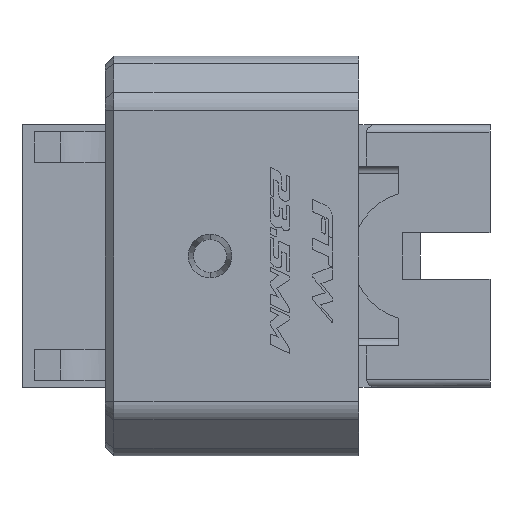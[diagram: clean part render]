
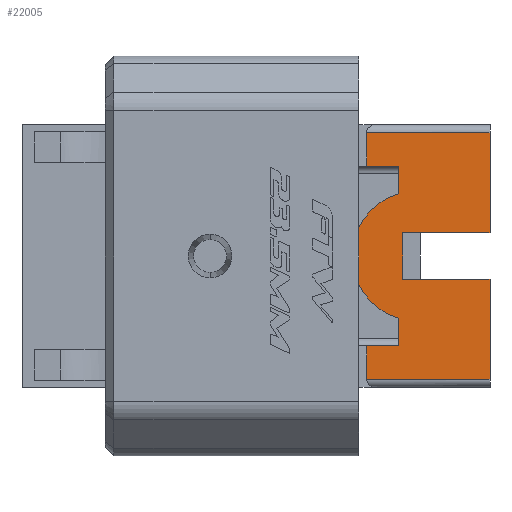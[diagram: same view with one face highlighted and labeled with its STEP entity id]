
A CAD part, left-side view. The second image highlights one B-rep face of the part: STEP entity #22005.
In plain terms, the highlighted planar face has unit normal (-1, 0, 0).
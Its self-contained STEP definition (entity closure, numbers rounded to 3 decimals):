
#415 = LINE ( 'NONE', #8925, #2235 ) ;
#761 = CARTESIAN_POINT ( 'NONE',  ( 54.306, 0., 32. ) ) ;
#955 = CARTESIAN_POINT ( 'NONE',  ( 54.306, 2.65, 42. ) ) ;
#1041 = EDGE_CURVE ( 'NONE', #28424, #25481, #34791, .T. ) ;
#1430 = VECTOR ( 'NONE', #29504, 1000. ) ;
#2188 = VECTOR ( 'NONE', #28674, 1000. ) ;
#2235 = VECTOR ( 'NONE', #3381, 1000. ) ;
#2396 = CARTESIAN_POINT ( 'NONE',  ( 54.306, -14.1, 42. ) ) ;
#2943 = CARTESIAN_POINT ( 'NONE',  ( 54.306, -10.275, 17.69 ) ) ;
#3097 = LINE ( 'NONE', #25192, #10266 ) ;
#3381 = DIRECTION ( 'NONE',  ( 0., 0., -1. ) ) ;
#3743 = EDGE_CURVE ( 'NONE', #8757, #20953, #27786, .T. ) ;
#3925 = PLANE ( 'NONE',  #8383 ) ;
#4797 = VERTEX_POINT ( 'NONE', #16252 ) ;
#5101 = CARTESIAN_POINT ( 'NONE',  ( 54.306, 0., 33.695 ) ) ;
#5193 = ORIENTED_EDGE ( 'NONE', *, *, #3743, .F. ) ;
#5213 = CARTESIAN_POINT ( 'NONE',  ( 54.306, 2.65, 32. ) ) ;
#6096 = ORIENTED_EDGE ( 'NONE', *, *, #23910, .T. ) ;
#6168 = VECTOR ( 'NONE', #10169, 1000. ) ;
#6367 = EDGE_CURVE ( 'NONE', #6379, #32550, #34554, .T. ) ;
#6379 = VERTEX_POINT ( 'NONE', #955 ) ;
#6743 = VECTOR ( 'NONE', #18231, 1000. ) ;
#7084 = CARTESIAN_POINT ( 'NONE',  ( 54.306, -2.65, 42. ) ) ;
#7776 = CARTESIAN_POINT ( 'NONE',  ( 54.306, 0., 42. ) ) ;
#8383 = AXIS2_PLACEMENT_3D ( 'NONE', #15247, #35487, #21370 ) ;
#8495 = VERTEX_POINT ( 'NONE', #12499 ) ;
#8757 = VERTEX_POINT ( 'NONE', #23771 ) ;
#8925 = CARTESIAN_POINT ( 'NONE',  ( 54.306, 14.1, 17.69 ) ) ;
#10072 = ORIENTED_EDGE ( 'NONE', *, *, #36296, .F. ) ;
#10169 = DIRECTION ( 'NONE',  ( 0., -1., 0. ) ) ;
#10266 = VECTOR ( 'NONE', #22958, 1000. ) ;
#10357 = LINE ( 'NONE', #35259, #6168 ) ;
#10369 = CARTESIAN_POINT ( 'NONE',  ( 54.306, 7.133, 31.564 ) ) ;
#10510 = ORIENTED_EDGE ( 'NONE', *, *, #30377, .F. ) ;
#10929 = ORIENTED_EDGE ( 'NONE', *, *, #28891, .T. ) ;
#11407 = ORIENTED_EDGE ( 'NONE', *, *, #31843, .F. ) ;
#12146 = CARTESIAN_POINT ( 'NONE',  ( 54.306, -2.65, 32. ) ) ;
#12337 = CARTESIAN_POINT ( 'NONE',  ( 54.306, -22.351, 31.564 ) ) ;
#12499 = CARTESIAN_POINT ( 'NONE',  ( 54.306, -10.275, 27.9 ) ) ;
#12506 = VECTOR ( 'NONE', #16828, 1000. ) ;
#12538 = AXIS2_PLACEMENT_3D ( 'NONE', #5101, #24960, #13279 ) ;
#12639 = VERTEX_POINT ( 'NONE', #19230 ) ;
#12656 = CARTESIAN_POINT ( 'NONE',  ( 54.306, 8.8, 27.9 ) ) ;
#12904 = EDGE_CURVE ( 'NONE', #4797, #28802, #415, .T. ) ;
#13279 = DIRECTION ( 'NONE',  ( 0., 0., -1. ) ) ;
#14399 = EDGE_CURVE ( 'NONE', #15554, #26146, #15957, .T. ) ;
#14691 = LINE ( 'NONE', #761, #15502 ) ;
#15247 = CARTESIAN_POINT ( 'NONE',  ( 54.306, 0., 17.69 ) ) ;
#15248 = CARTESIAN_POINT ( 'NONE',  ( 54.306, 2.65, 42. ) ) ;
#15382 = ORIENTED_EDGE ( 'NONE', *, *, #12904, .T. ) ;
#15502 = VECTOR ( 'NONE', #23414, 1000. ) ;
#15503 = VERTEX_POINT ( 'NONE', #27780 ) ;
#15554 = VERTEX_POINT ( 'NONE', #19787 ) ;
#15957 = LINE ( 'NONE', #7776, #29364 ) ;
#16200 = ORIENTED_EDGE ( 'NONE', *, *, #19460, .T. ) ;
#16252 = CARTESIAN_POINT ( 'NONE',  ( 54.306, 14.1, 42. ) ) ;
#16828 = DIRECTION ( 'NONE',  ( 0., 1., 0. ) ) ;
#17381 = ORIENTED_EDGE ( 'NONE', *, *, #31823, .T. ) ;
#17854 = FACE_OUTER_BOUND ( 'NONE', #29958, .T. ) ;
#18231 = DIRECTION ( 'NONE',  ( 0., -1., 0. ) ) ;
#18608 = DIRECTION ( 'NONE',  ( 0., 0., -1. ) ) ;
#19131 = VERTEX_POINT ( 'NONE', #12146 ) ;
#19230 = CARTESIAN_POINT ( 'NONE',  ( 54.306, -14.1, 27.9 ) ) ;
#19460 = EDGE_CURVE ( 'NONE', #8495, #12639, #3097, .T. ) ;
#19534 = ORIENTED_EDGE ( 'NONE', *, *, #35751, .T. ) ;
#19787 = CARTESIAN_POINT ( 'NONE',  ( 54.306, -2.65, 42. ) ) ;
#19956 = CARTESIAN_POINT ( 'NONE',  ( 54.306, -7.133, 31.564 ) ) ;
#20055 = LINE ( 'NONE', #28783, #31490 ) ;
#20105 = CARTESIAN_POINT ( 'NONE',  ( 54.306, 14.1, 27.9 ) ) ;
#20469 = LINE ( 'NONE', #7084, #21888 ) ;
#20526 = EDGE_CURVE ( 'NONE', #28802, #15503, #26935, .T. ) ;
#20554 = CARTESIAN_POINT ( 'NONE',  ( 54.306, 10.275, 31.564 ) ) ;
#20566 = DIRECTION ( 'NONE',  ( 0., 0., 1. ) ) ;
#20603 = DIRECTION ( 'NONE',  ( 0., 0., 1. ) ) ;
#20953 = VERTEX_POINT ( 'NONE', #19956 ) ;
#21142 = LINE ( 'NONE', #24670, #1430 ) ;
#21370 = DIRECTION ( 'NONE',  ( 0., 0., -1. ) ) ;
#21888 = VECTOR ( 'NONE', #18608, 1000. ) ;
#22005 = ADVANCED_FACE ( 'NONE', ( #17854 ), #3925, .T. ) ;
#22399 = ORIENTED_EDGE ( 'NONE', *, *, #20526, .T. ) ;
#22793 = VECTOR ( 'NONE', #20566, 1000. ) ;
#22958 = DIRECTION ( 'NONE',  ( 0., -1., 0. ) ) ;
#23414 = DIRECTION ( 'NONE',  ( 0., -1., 0. ) ) ;
#23771 = CARTESIAN_POINT ( 'NONE',  ( 54.306, -10.275, 31.564 ) ) ;
#23910 = EDGE_CURVE ( 'NONE', #12639, #26146, #20055, .T. ) ;
#24670 = CARTESIAN_POINT ( 'NONE',  ( 54.306, 10.275, 17.69 ) ) ;
#24960 = DIRECTION ( 'NONE',  ( -1., 0., 0. ) ) ;
#25192 = CARTESIAN_POINT ( 'NONE',  ( 54.306, -15., 27.9 ) ) ;
#25481 = VERTEX_POINT ( 'NONE', #20554 ) ;
#26146 = VERTEX_POINT ( 'NONE', #2396 ) ;
#26935 = LINE ( 'NONE', #12656, #6743 ) ;
#27780 = CARTESIAN_POINT ( 'NONE',  ( 54.306, 10.275, 27.9 ) ) ;
#27786 = LINE ( 'NONE', #36330, #12506 ) ;
#27992 = DIRECTION ( 'NONE',  ( 0., -1., 0. ) ) ;
#28424 = VERTEX_POINT ( 'NONE', #10369 ) ;
#28626 = DIRECTION ( 'NONE',  ( 0., 0., -1. ) ) ;
#28674 = DIRECTION ( 'NONE',  ( 0., 1., 0. ) ) ;
#28783 = CARTESIAN_POINT ( 'NONE',  ( 54.306, -14.1, 42. ) ) ;
#28802 = VERTEX_POINT ( 'NONE', #20105 ) ;
#28891 = EDGE_CURVE ( 'NONE', #15554, #19131, #20469, .T. ) ;
#29364 = VECTOR ( 'NONE', #27992, 1000. ) ;
#29504 = DIRECTION ( 'NONE',  ( 0., 0., 1. ) ) ;
#29958 = EDGE_LOOP ( 'NONE', ( #17381, #34839, #19534, #5193, #10510, #16200, #6096, #31590, #10929, #10072, #34784, #11407, #15382, #22399 ) ) ;
#30377 = EDGE_CURVE ( 'NONE', #8495, #8757, #34674, .T. ) ;
#31490 = VECTOR ( 'NONE', #20603, 1000. ) ;
#31590 = ORIENTED_EDGE ( 'NONE', *, *, #14399, .F. ) ;
#31823 = EDGE_CURVE ( 'NONE', #15503, #25481, #21142, .T. ) ;
#31843 = EDGE_CURVE ( 'NONE', #4797, #6379, #10357, .T. ) ;
#32550 = VERTEX_POINT ( 'NONE', #5213 ) ;
#33882 = CIRCLE ( 'NONE', #12538, 7.445 ) ;
#34110 = VECTOR ( 'NONE', #28626, 1000. ) ;
#34554 = LINE ( 'NONE', #15248, #34110 ) ;
#34674 = LINE ( 'NONE', #2943, #22793 ) ;
#34784 = ORIENTED_EDGE ( 'NONE', *, *, #6367, .F. ) ;
#34791 = LINE ( 'NONE', #12337, #2188 ) ;
#34839 = ORIENTED_EDGE ( 'NONE', *, *, #1041, .F. ) ;
#35259 = CARTESIAN_POINT ( 'NONE',  ( 54.306, 0., 42. ) ) ;
#35487 = DIRECTION ( 'NONE',  ( -1., 0., 0. ) ) ;
#35751 = EDGE_CURVE ( 'NONE', #28424, #20953, #33882, .T. ) ;
#36296 = EDGE_CURVE ( 'NONE', #32550, #19131, #14691, .T. ) ;
#36330 = CARTESIAN_POINT ( 'NONE',  ( 54.306, -22.351, 31.564 ) ) ;
